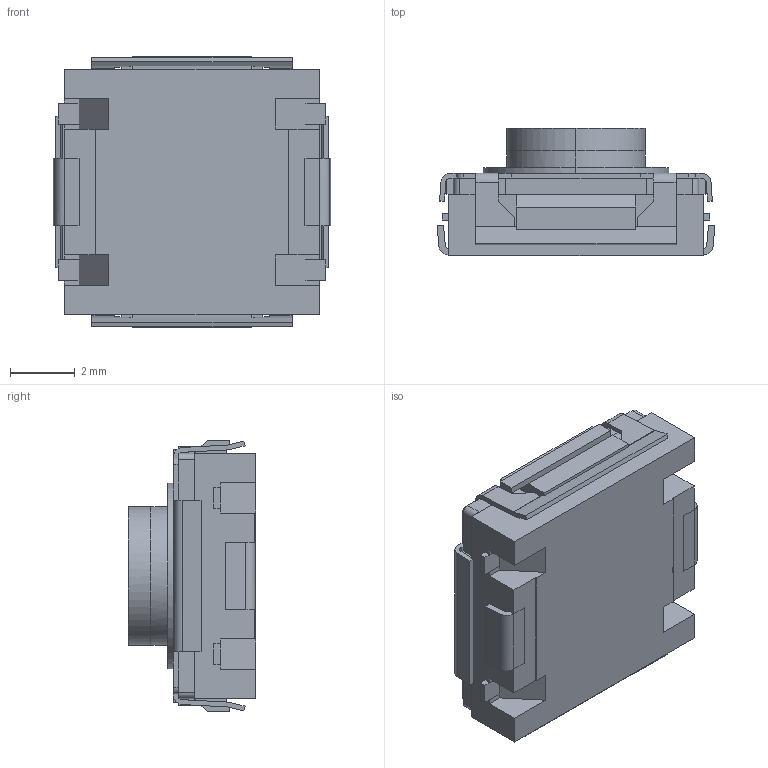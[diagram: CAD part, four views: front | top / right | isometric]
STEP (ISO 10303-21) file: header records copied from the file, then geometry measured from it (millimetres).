
FILE_DESCRIPTION (( 'STEP AP214' ), '1' );
FILE_NAME ('SKSTAAE010.STEP', '2023-11-03T18:11:25', ( '' ), ( '' ), 'SwSTEP 2.0', 'SolidWorks 2023', '' );
FILE_SCHEMA (( 'AUTOMOTIVE_DESIGN' ));
Length unit declared in the file: inch
Products named in the file (1): SKSTAAE010
Bounding box: 8.61 x 3.95 x 8.4 mm (x, y, z)
Volume: 177.2 mm3; surface area: 296.5 mm2
Topology: 1 solids, 1 shells, 218 faces, 633 edges, 412 vertices
Faces by surface type: plane 181, cylinder 37
Entity records: 10459 total; most frequent: CARTESIAN_POINT 2083, ORIENTED_EDGE 1266, DIRECTION 954, EDGE_CURVE 633, LINE 516, VECTOR 516, VERTEX_POINT 412, EDGE_LOOP 221
